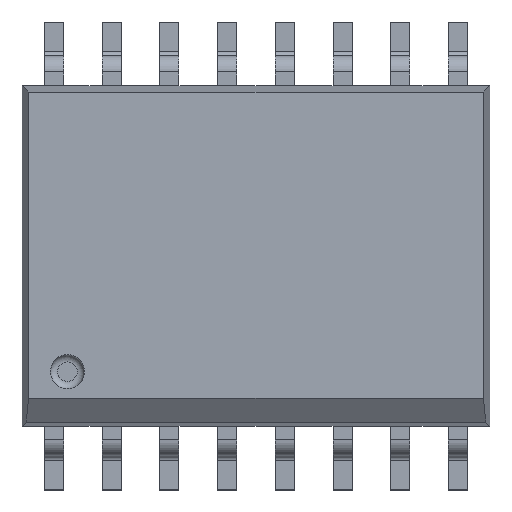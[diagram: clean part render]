
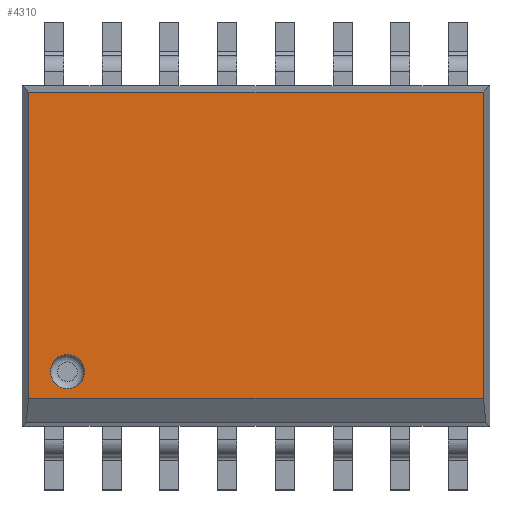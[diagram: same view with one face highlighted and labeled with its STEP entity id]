
A CAD part, top view. The second image highlights one B-rep face of the part: STEP entity #4310.
In plain terms, the highlighted planar face has unit normal (0, 0, 1).
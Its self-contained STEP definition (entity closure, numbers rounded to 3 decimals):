
#14=FACE_BOUND('',#1563,.T.);
#53=PLANE('',#4570);
#340=LINE('',#6474,#852);
#341=LINE('',#6476,#853);
#342=LINE('',#6478,#854);
#343=LINE('',#6479,#855);
#852=VECTOR('',#5141,1000.);
#853=VECTOR('',#5142,1000.);
#854=VECTOR('',#5143,1000.);
#855=VECTOR('',#5144,1000.);
#1320=FACE_OUTER_BOUND('',#1562,.T.);
#1562=EDGE_LOOP('',(#3106,#3107,#3108,#3109));
#1563=EDGE_LOOP('',(#3110));
#1768=CIRCLE('',#4531,0.375);
#1899=VERTEX_POINT('',#6170);
#2012=VERTEX_POINT('',#6472);
#2013=VERTEX_POINT('',#6473);
#2014=VERTEX_POINT('',#6475);
#2015=VERTEX_POINT('',#6477);
#2306=EDGE_CURVE('',#1899,#1899,#1768,.T.);
#2455=EDGE_CURVE('',#2012,#2013,#340,.T.);
#2456=EDGE_CURVE('',#2013,#2014,#341,.T.);
#2457=EDGE_CURVE('',#2014,#2015,#342,.T.);
#2458=EDGE_CURVE('',#2015,#2012,#343,.T.);
#3106=ORIENTED_EDGE('',*,*,#2455,.T.);
#3107=ORIENTED_EDGE('',*,*,#2456,.T.);
#3108=ORIENTED_EDGE('',*,*,#2457,.T.);
#3109=ORIENTED_EDGE('',*,*,#2458,.T.);
#3110=ORIENTED_EDGE('',*,*,#2306,.F.);
#4310=ADVANCED_FACE('',(#1320,#14),#53,.F.);
#4531=AXIS2_PLACEMENT_3D('',#6172,#4913,#4914);
#4570=AXIS2_PLACEMENT_3D('',#6471,#5139,#5140);
#4913=DIRECTION('center_axis',(0.,0.,1.));
#4914=DIRECTION('ref_axis',(1.,0.,0.));
#5139=DIRECTION('center_axis',(0.,0.,-1.));
#5140=DIRECTION('ref_axis',(-1.,0.,0.));
#5141=DIRECTION('',(-1.,0.,0.));
#5142=DIRECTION('',(0.,-1.,0.));
#5143=DIRECTION('',(1.,0.,0.));
#5144=DIRECTION('',(0.,1.,0.));
#6170=CARTESIAN_POINT('',(-4.525,-2.55,2.65));
#6172=CARTESIAN_POINT('Origin',(-4.15,-2.55,2.65));
#6471=CARTESIAN_POINT('Origin',(0.,3.75,2.65));
#6472=CARTESIAN_POINT('',(5.004,3.604,2.65));
#6473=CARTESIAN_POINT('',(-5.004,3.604,2.65));
#6474=CARTESIAN_POINT('',(0.,3.604,2.65));
#6475=CARTESIAN_POINT('',(-5.004,-3.134,2.65));
#6476=CARTESIAN_POINT('',(-5.004,-3.134,2.65));
#6477=CARTESIAN_POINT('',(5.004,-3.134,2.65));
#6478=CARTESIAN_POINT('',(5.15,-3.134,2.65));
#6479=CARTESIAN_POINT('',(5.004,3.75,2.65));
